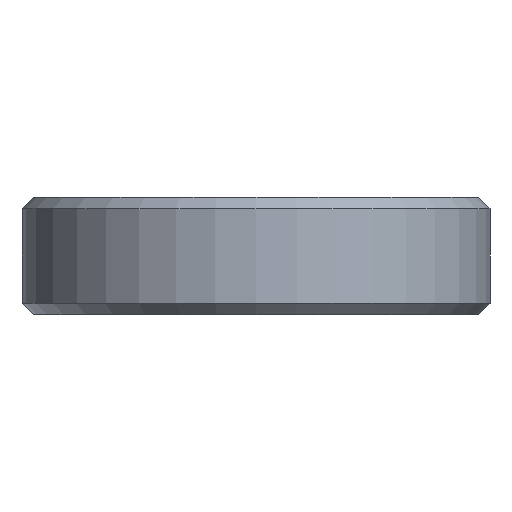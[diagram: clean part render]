
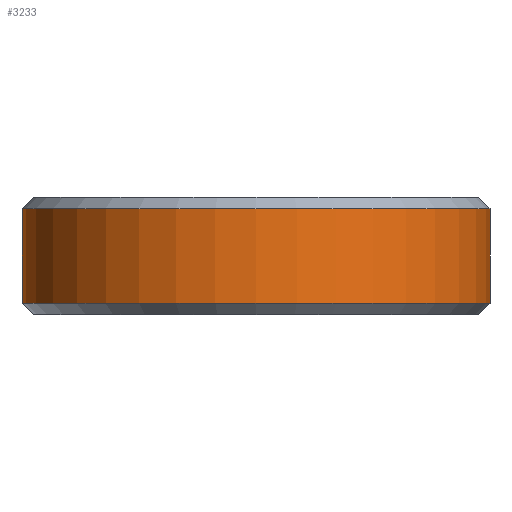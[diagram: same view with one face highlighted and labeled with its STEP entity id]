
A CAD part, left-side view. The second image highlights one B-rep face of the part: STEP entity #3233.
In plain terms, the highlighted cylindrical face has radius 6.25 mm (diameter 12.5 mm), a partial arc.
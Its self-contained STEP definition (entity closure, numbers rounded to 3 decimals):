
#943 = CONICAL_SURFACE('',#944,6.25,0.785);
#944 = AXIS2_PLACEMENT_3D('',#945,#946,#947);
#945 = CARTESIAN_POINT('',(0.,0.,0.3));
#946 = DIRECTION('',(0.,0.,1.));
#947 = DIRECTION('',(0.,1.,0.));
#1829 = VERTEX_POINT('',#1830);
#1830 = CARTESIAN_POINT('',(0.,-6.25,0.3));
#1865 = PLANE('',#1866);
#1866 = AXIS2_PLACEMENT_3D('',#1867,#1868,#1869);
#1867 = CARTESIAN_POINT('',(137.5,-6.25,0.));
#1868 = DIRECTION('',(0.,-1.,0.));
#1869 = DIRECTION('',(-1.,0.,0.));
#1884 = VERTEX_POINT('',#1885);
#1885 = CARTESIAN_POINT('',(0.,6.25,0.3));
#1899 = PLANE('',#1900);
#1900 = AXIS2_PLACEMENT_3D('',#1901,#1902,#1903);
#1901 = CARTESIAN_POINT('',(137.5,6.25,0.));
#1902 = DIRECTION('',(0.,-1.,0.));
#1903 = DIRECTION('',(-1.,0.,0.));
#1936 = EDGE_CURVE('',#1884,#1829,#1937,.T.);
#1937 = SURFACE_CURVE('',#1938,(#1943,#1950),.PCURVE_S1.);
#1938 = CIRCLE('',#1939,6.25);
#1939 = AXIS2_PLACEMENT_3D('',#1940,#1941,#1942);
#1940 = CARTESIAN_POINT('',(0.,0.,0.3));
#1941 = DIRECTION('',(0.,-0.,1.));
#1942 = DIRECTION('',(0.,1.,0.));
#1943 = PCURVE('',#943,#1944);
#1944 = DEFINITIONAL_REPRESENTATION('',(#1945),#1949);
#1945 = LINE('',#1946,#1947);
#1946 = CARTESIAN_POINT('',(0.,-0.));
#1947 = VECTOR('',#1948,1.);
#1948 = DIRECTION('',(1.,-0.));
#1949 = ( GEOMETRIC_REPRESENTATION_CONTEXT(2) 
PARAMETRIC_REPRESENTATION_CONTEXT() REPRESENTATION_CONTEXT('2D SPACE',''
  ) );
#1950 = PCURVE('',#1951,#1956);
#1951 = CYLINDRICAL_SURFACE('',#1952,6.25);
#1952 = AXIS2_PLACEMENT_3D('',#1953,#1954,#1955);
#1953 = CARTESIAN_POINT('',(0.,0.,0.));
#1954 = DIRECTION('',(-0.,-0.,-1.));
#1955 = DIRECTION('',(1.,0.,0.));
#1956 = DEFINITIONAL_REPRESENTATION('',(#1957),#1961);
#1957 = LINE('',#1958,#1959);
#1958 = CARTESIAN_POINT('',(-1.571,-0.3));
#1959 = VECTOR('',#1960,1.);
#1960 = DIRECTION('',(-1.,0.));
#1961 = ( GEOMETRIC_REPRESENTATION_CONTEXT(2) 
PARAMETRIC_REPRESENTATION_CONTEXT() REPRESENTATION_CONTEXT('2D SPACE',''
  ) );
#3131 = VERTEX_POINT('',#3132);
#3132 = CARTESIAN_POINT('',(0.,-6.25,2.825));
#3158 = EDGE_CURVE('',#1829,#3131,#3159,.T.);
#3159 = SURFACE_CURVE('',#3160,(#3164,#3171),.PCURVE_S1.);
#3160 = LINE('',#3161,#3162);
#3161 = CARTESIAN_POINT('',(0.,-6.25,0.));
#3162 = VECTOR('',#3163,1.);
#3163 = DIRECTION('',(0.,0.,1.));
#3164 = PCURVE('',#1865,#3165);
#3165 = DEFINITIONAL_REPRESENTATION('',(#3166),#3170);
#3166 = LINE('',#3167,#3168);
#3167 = CARTESIAN_POINT('',(137.5,0.));
#3168 = VECTOR('',#3169,1.);
#3169 = DIRECTION('',(0.,-1.));
#3170 = ( GEOMETRIC_REPRESENTATION_CONTEXT(2) 
PARAMETRIC_REPRESENTATION_CONTEXT() REPRESENTATION_CONTEXT('2D SPACE',''
  ) );
#3171 = PCURVE('',#1951,#3172);
#3172 = DEFINITIONAL_REPRESENTATION('',(#3173),#3177);
#3173 = LINE('',#3174,#3175);
#3174 = CARTESIAN_POINT('',(-4.712,0.));
#3175 = VECTOR('',#3176,1.);
#3176 = DIRECTION('',(-0.,-1.));
#3177 = ( GEOMETRIC_REPRESENTATION_CONTEXT(2) 
PARAMETRIC_REPRESENTATION_CONTEXT() REPRESENTATION_CONTEXT('2D SPACE',''
  ) );
#3185 = VERTEX_POINT('',#3186);
#3186 = CARTESIAN_POINT('',(0.,6.25,2.825));
#3212 = EDGE_CURVE('',#1884,#3185,#3213,.T.);
#3213 = SURFACE_CURVE('',#3214,(#3218,#3225),.PCURVE_S1.);
#3214 = LINE('',#3215,#3216);
#3215 = CARTESIAN_POINT('',(0.,6.25,0.));
#3216 = VECTOR('',#3217,1.);
#3217 = DIRECTION('',(0.,0.,1.));
#3218 = PCURVE('',#1899,#3219);
#3219 = DEFINITIONAL_REPRESENTATION('',(#3220),#3224);
#3220 = LINE('',#3221,#3222);
#3221 = CARTESIAN_POINT('',(137.5,0.));
#3222 = VECTOR('',#3223,1.);
#3223 = DIRECTION('',(0.,-1.));
#3224 = ( GEOMETRIC_REPRESENTATION_CONTEXT(2) 
PARAMETRIC_REPRESENTATION_CONTEXT() REPRESENTATION_CONTEXT('2D SPACE',''
  ) );
#3225 = PCURVE('',#1951,#3226);
#3226 = DEFINITIONAL_REPRESENTATION('',(#3227),#3231);
#3227 = LINE('',#3228,#3229);
#3228 = CARTESIAN_POINT('',(-1.571,0.));
#3229 = VECTOR('',#3230,1.);
#3230 = DIRECTION('',(-0.,-1.));
#3231 = ( GEOMETRIC_REPRESENTATION_CONTEXT(2) 
PARAMETRIC_REPRESENTATION_CONTEXT() REPRESENTATION_CONTEXT('2D SPACE',''
  ) );
#3233 = ADVANCED_FACE('',(#3234),#1951,.T.);
#3234 = FACE_BOUND('',#3235,.F.);
#3235 = EDGE_LOOP('',(#3236,#3237,#3264,#3265));
#3236 = ORIENTED_EDGE('',*,*,#3212,.T.);
#3237 = ORIENTED_EDGE('',*,*,#3238,.T.);
#3238 = EDGE_CURVE('',#3185,#3131,#3239,.T.);
#3239 = SURFACE_CURVE('',#3240,(#3245,#3252),.PCURVE_S1.);
#3240 = CIRCLE('',#3241,6.25);
#3241 = AXIS2_PLACEMENT_3D('',#3242,#3243,#3244);
#3242 = CARTESIAN_POINT('',(0.,0.,2.825));
#3243 = DIRECTION('',(0.,-0.,1.));
#3244 = DIRECTION('',(0.,1.,0.));
#3245 = PCURVE('',#1951,#3246);
#3246 = DEFINITIONAL_REPRESENTATION('',(#3247),#3251);
#3247 = LINE('',#3248,#3249);
#3248 = CARTESIAN_POINT('',(-1.571,-2.825));
#3249 = VECTOR('',#3250,1.);
#3250 = DIRECTION('',(-1.,0.));
#3251 = ( GEOMETRIC_REPRESENTATION_CONTEXT(2) 
PARAMETRIC_REPRESENTATION_CONTEXT() REPRESENTATION_CONTEXT('2D SPACE',''
  ) );
#3252 = PCURVE('',#3253,#3258);
#3253 = CONICAL_SURFACE('',#3254,6.25,0.785);
#3254 = AXIS2_PLACEMENT_3D('',#3255,#3256,#3257);
#3255 = CARTESIAN_POINT('',(0.,0.,2.825));
#3256 = DIRECTION('',(-0.,-0.,-1.));
#3257 = DIRECTION('',(0.,1.,0.));
#3258 = DEFINITIONAL_REPRESENTATION('',(#3259),#3263);
#3259 = LINE('',#3260,#3261);
#3260 = CARTESIAN_POINT('',(-0.,-0.));
#3261 = VECTOR('',#3262,1.);
#3262 = DIRECTION('',(-1.,-0.));
#3263 = ( GEOMETRIC_REPRESENTATION_CONTEXT(2) 
PARAMETRIC_REPRESENTATION_CONTEXT() REPRESENTATION_CONTEXT('2D SPACE',''
  ) );
#3264 = ORIENTED_EDGE('',*,*,#3158,.F.);
#3265 = ORIENTED_EDGE('',*,*,#1936,.F.);
